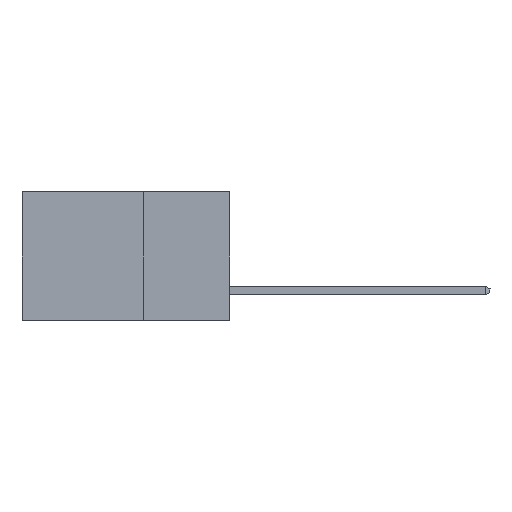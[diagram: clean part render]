
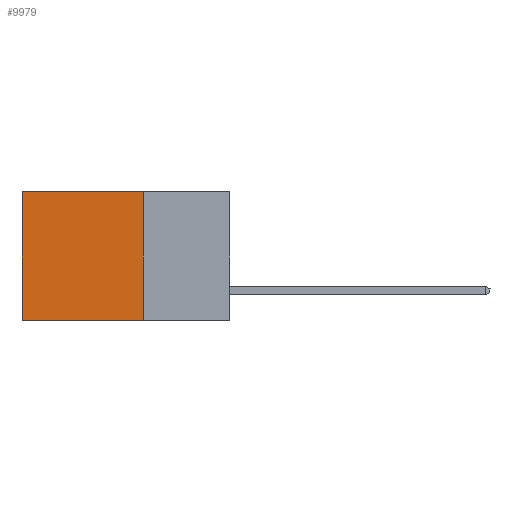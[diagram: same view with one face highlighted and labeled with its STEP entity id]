
A CAD part, left-side view. The second image highlights one B-rep face of the part: STEP entity #9979.
In plain terms, the highlighted planar face has unit normal (-1, 0, 0).
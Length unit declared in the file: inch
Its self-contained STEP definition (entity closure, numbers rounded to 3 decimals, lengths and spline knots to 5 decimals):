
#586 = VERTEX_POINT ( 'NONE', #10924 ) ;
#660 = VERTEX_POINT ( 'NONE', #3209 ) ;
#844 = EDGE_LOOP ( 'NONE', ( #12262, #12569, #7924, #4568 ) ) ;
#955 = DIRECTION ( 'NONE',  ( 0., 0., -1. ) ) ;
#1666 = LINE ( 'NONE', #11720, #1720 ) ;
#1720 = VECTOR ( 'NONE', #11865, 39.37008 ) ;
#2139 = PLANE ( 'NONE',  #4754 ) ;
#3209 = CARTESIAN_POINT ( 'NONE',  ( 0.2615, 0.25, 0. ) ) ;
#3880 = LINE ( 'NONE', #7385, #8095 ) ;
#4168 = EDGE_CURVE ( 'NONE', #660, #6595, #9456, .T. ) ;
#4568 = ORIENTED_EDGE ( 'NONE', *, *, #4168, .T. ) ;
#4754 = AXIS2_PLACEMENT_3D ( 'NONE', #5544, #13370, #955 ) ;
#4954 = DIRECTION ( 'NONE',  ( 0., 1., 0. ) ) ;
#5214 = CARTESIAN_POINT ( 'NONE',  ( 0.2615, 0.25, -0.37 ) ) ;
#5544 = CARTESIAN_POINT ( 'NONE',  ( 0.2615, 0.25, -0.37 ) ) ;
#6313 = VERTEX_POINT ( 'NONE', #5214 ) ;
#6595 = VERTEX_POINT ( 'NONE', #8406 ) ;
#7385 = CARTESIAN_POINT ( 'NONE',  ( 0.2615, 0.6, -0.37 ) ) ;
#7924 = ORIENTED_EDGE ( 'NONE', *, *, #11496, .F. ) ;
#8095 = VECTOR ( 'NONE', #9423, 39.37008 ) ;
#8406 = CARTESIAN_POINT ( 'NONE',  ( 0.2615, 0.6, 0. ) ) ;
#8772 = VECTOR ( 'NONE', #9744, 39.37008 ) ;
#9423 = DIRECTION ( 'NONE',  ( 0., 0., -1. ) ) ;
#9456 = LINE ( 'NONE', #13009, #13194 ) ;
#9522 = LINE ( 'NONE', #13001, #8772 ) ;
#9744 = DIRECTION ( 'NONE',  ( 0., 0., -1. ) ) ;
#9979 = ADVANCED_FACE ( 'NONE', ( #11238 ), #2139, .F. ) ;
#10924 = CARTESIAN_POINT ( 'NONE',  ( 0.2615, 0.6, -0.37 ) ) ;
#11238 = FACE_OUTER_BOUND ( 'NONE', #844, .T. ) ;
#11496 = EDGE_CURVE ( 'NONE', #660, #6313, #9522, .T. ) ;
#11720 = CARTESIAN_POINT ( 'NONE',  ( 0.2615, 0.25, -0.37 ) ) ;
#11865 = DIRECTION ( 'NONE',  ( 0., 1., 0. ) ) ;
#12262 = ORIENTED_EDGE ( 'NONE', *, *, #12603, .T. ) ;
#12569 = ORIENTED_EDGE ( 'NONE', *, *, #13015, .F. ) ;
#12603 = EDGE_CURVE ( 'NONE', #6595, #586, #3880, .T. ) ;
#13001 = CARTESIAN_POINT ( 'NONE',  ( 0.2615, 0.25, -0.37 ) ) ;
#13009 = CARTESIAN_POINT ( 'NONE',  ( 0.2615, 0.25, 0. ) ) ;
#13015 = EDGE_CURVE ( 'NONE', #6313, #586, #1666, .T. ) ;
#13194 = VECTOR ( 'NONE', #4954, 39.37008 ) ;
#13370 = DIRECTION ( 'NONE',  ( 1., 0., 0. ) ) ;
